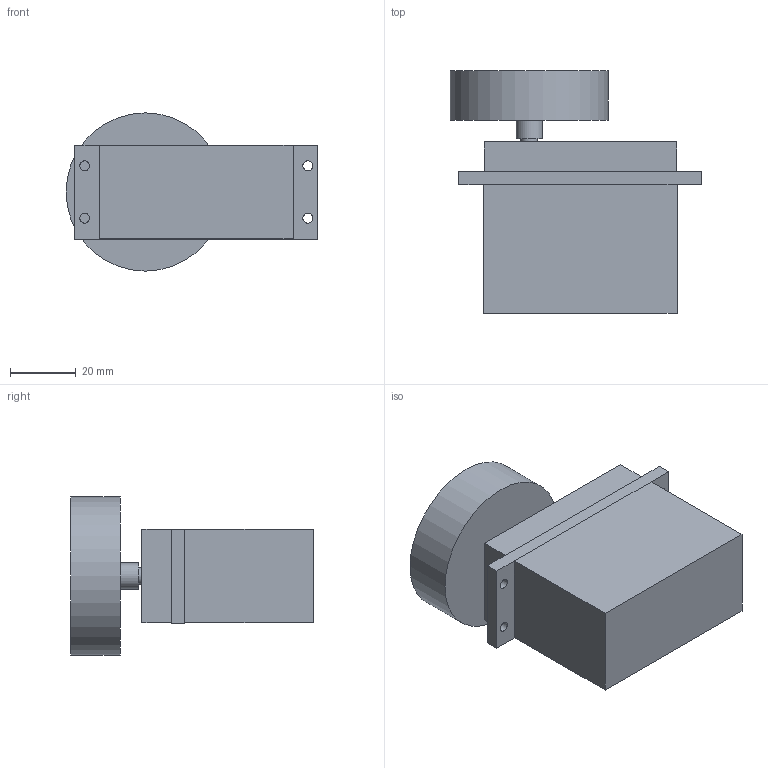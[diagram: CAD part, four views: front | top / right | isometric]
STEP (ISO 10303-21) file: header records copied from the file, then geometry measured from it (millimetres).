
FILE_DESCRIPTION(('FreeCAD Model'),'2;1');
FILE_NAME( 'Servo_HS-785HB.step' ,'2020-11-18T08:02:08',('Author'),(''), 'Open CASCADE STEP processor 7.3','FreeCAD','Unknown');
FILE_SCHEMA(('AUTOMOTIVE_DESIGN { 1 0 10303 214 1 1 1 1 }'));
Length unit declared in the file: millimetre
Products named in the file (1): Servo_HS-785HB
Bounding box: 76.4 x 73.6 x 48 mm (x, y, z)
Volume: 116028.3 mm3; surface area: 19514.4 mm2
Topology: 1 solids, 1 shells, 26 faces, 59 edges, 38 vertices
Faces by surface type: plane 19, cylinder 7
Full cylindrical faces by diameter (mm): 3 x4, 5 x1, 8 x1, 48 x1
Entity records: 1559 total; most frequent: CARTESIAN_POINT 302, DIRECTION 235, LINE 149, VECTOR 149, ORIENTED_EDGE 118, PCURVE 118, DEFINITIONAL_REPRESENTATION 118, EDGE_CURVE 59
